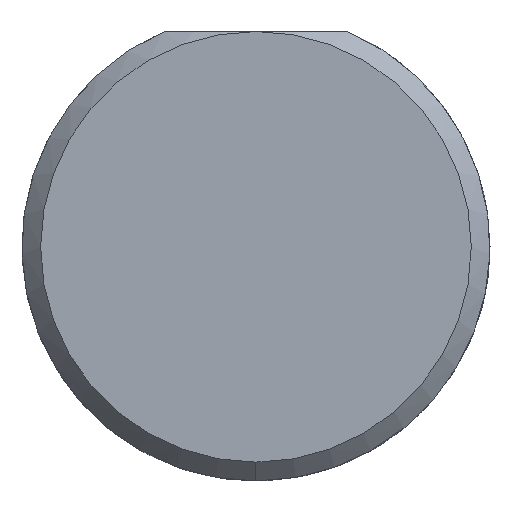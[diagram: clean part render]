
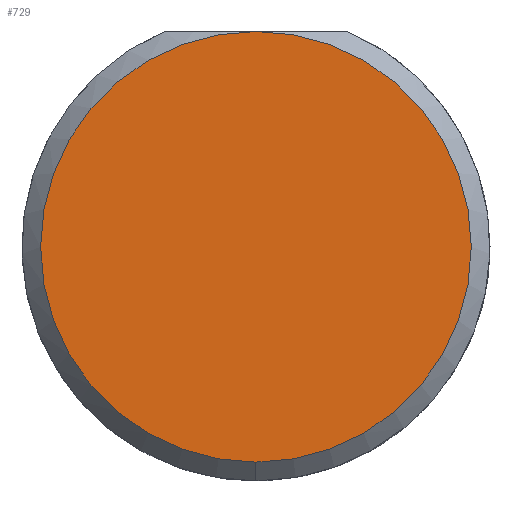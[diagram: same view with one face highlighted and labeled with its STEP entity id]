
A CAD part, left-side view. The second image highlights one B-rep face of the part: STEP entity #729.
In plain terms, the highlighted planar face has unit normal (-1, 0, 0).
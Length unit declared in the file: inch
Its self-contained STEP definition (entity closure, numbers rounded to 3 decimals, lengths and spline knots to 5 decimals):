
#8 = DIRECTION ( 'NONE',  ( -1., 0., 0. ) ) ;
#11 = PLANE ( 'NONE',  #303 ) ;
#37 = VERTEX_POINT ( 'NONE', #112 ) ;
#97 = AXIS2_PLACEMENT_3D ( 'NONE', #222, #592, #475 ) ;
#112 = CARTESIAN_POINT ( 'NONE',  ( 0., 0., -0.115 ) ) ;
#157 = DIRECTION ( 'NONE',  ( 0., 0., -1. ) ) ;
#191 = CARTESIAN_POINT ( 'NONE',  ( 0., 0., 0.115 ) ) ;
#222 = CARTESIAN_POINT ( 'NONE',  ( 0., 0., 0. ) ) ;
#224 = VERTEX_POINT ( 'NONE', #191 ) ;
#244 = DIRECTION ( 'NONE',  ( 0., 0., -1. ) ) ;
#248 = EDGE_CURVE ( 'NONE', #37, #224, #532, .T. ) ;
#303 = AXIS2_PLACEMENT_3D ( 'NONE', #770, #396, #157 ) ;
#396 = DIRECTION ( 'NONE',  ( 1., 0., 0. ) ) ;
#418 = ORIENTED_EDGE ( 'NONE', *, *, #498, .T. ) ;
#437 = ORIENTED_EDGE ( 'NONE', *, *, #248, .T. ) ;
#471 = AXIS2_PLACEMENT_3D ( 'NONE', #501, #8, #244 ) ;
#475 = DIRECTION ( 'NONE',  ( 0., 0., -1. ) ) ;
#498 = EDGE_CURVE ( 'NONE', #224, #37, #803, .T. ) ;
#501 = CARTESIAN_POINT ( 'NONE',  ( 0., 0., 0. ) ) ;
#532 = CIRCLE ( 'NONE', #471, 0.115 ) ;
#592 = DIRECTION ( 'NONE',  ( -1., 0., 0. ) ) ;
#702 = FACE_OUTER_BOUND ( 'NONE', #759, .T. ) ;
#729 = ADVANCED_FACE ( 'NONE', ( #702 ), #11, .F. ) ;
#759 = EDGE_LOOP ( 'NONE', ( #418, #437 ) ) ;
#770 = CARTESIAN_POINT ( 'NONE',  ( 0., 0., 0. ) ) ;
#803 = CIRCLE ( 'NONE', #97, 0.115 ) ;
